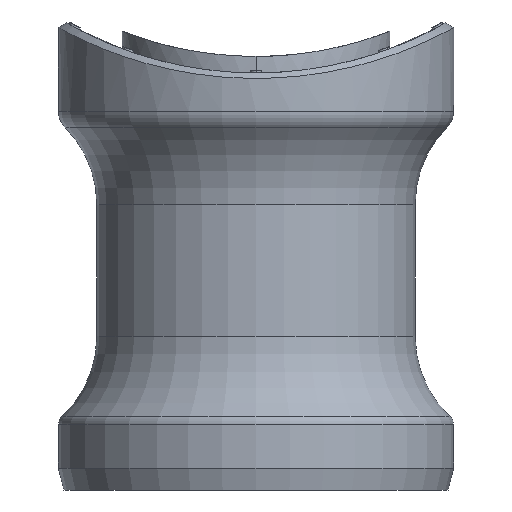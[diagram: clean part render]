
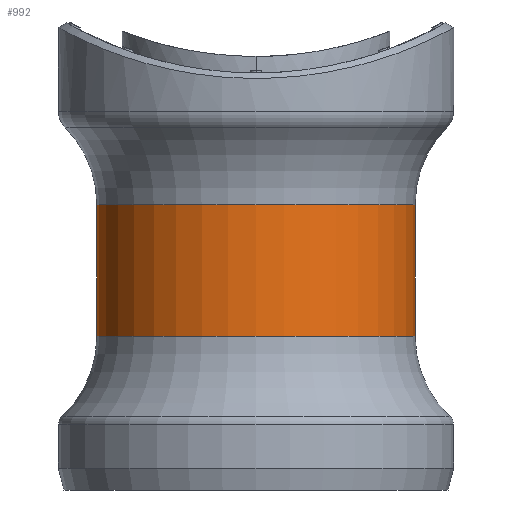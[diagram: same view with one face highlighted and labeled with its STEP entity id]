
A CAD part, front view. The second image highlights one B-rep face of the part: STEP entity #992.
In plain terms, the highlighted cylindrical face has radius 14.5 mm (diameter 29 mm), a partial arc.
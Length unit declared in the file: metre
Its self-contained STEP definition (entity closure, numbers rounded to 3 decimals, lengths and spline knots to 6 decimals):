
#126 = DIRECTION ( 'NONE',  ( 0., 0., -1. ) ) ;
#143 = CARTESIAN_POINT ( 'NONE',  ( 0., -0.03, -0.059061 ) ) ;
#188 = ORIENTED_EDGE ( 'NONE', *, *, #293, .T. ) ;
#271 = VERTEX_POINT ( 'NONE', #3208 ) ;
#293 = EDGE_CURVE ( 'NONE', #271, #1608, #371, .T. ) ;
#371 = LINE ( 'NONE', #1416, #804 ) ;
#411 = VERTEX_POINT ( 'NONE', #2733 ) ;
#598 = DIRECTION ( 'NONE',  ( -1., 0., 0. ) ) ;
#626 = CARTESIAN_POINT ( 'NONE',  ( 0.0145, -0.03, -0.047061 ) ) ;
#688 = AXIS2_PLACEMENT_3D ( 'NONE', #1718, #3265, #1685 ) ;
#804 = VECTOR ( 'NONE', #126, 1. ) ;
#992 = ADVANCED_FACE ( 'NONE', ( #2207 ), #2508, .T. ) ;
#1152 = DIRECTION ( 'NONE',  ( 0., 0., -1. ) ) ;
#1244 = CIRCLE ( 'NONE', #3347, 0.0145 ) ;
#1304 = ORIENTED_EDGE ( 'NONE', *, *, #2691, .T. ) ;
#1338 = EDGE_LOOP ( 'NONE', ( #1858, #1304, #188, #1591 ) ) ;
#1416 = CARTESIAN_POINT ( 'NONE',  ( -0.0145, -0.03, -0.035061 ) ) ;
#1584 = LINE ( 'NONE', #2153, #3285 ) ;
#1591 = ORIENTED_EDGE ( 'NONE', *, *, #2788, .T. ) ;
#1608 = VERTEX_POINT ( 'NONE', #3295 ) ;
#1685 = DIRECTION ( 'NONE',  ( -1., 0., 0. ) ) ;
#1718 = CARTESIAN_POINT ( 'NONE',  ( 0., -0.03, -0.035061 ) ) ;
#1738 = VERTEX_POINT ( 'NONE', #626 ) ;
#1828 = EDGE_CURVE ( 'NONE', #1738, #411, #1584, .T. ) ;
#1858 = ORIENTED_EDGE ( 'NONE', *, *, #1828, .F. ) ;
#2153 = CARTESIAN_POINT ( 'NONE',  ( 0.0145, -0.03, -0.035061 ) ) ;
#2207 = FACE_OUTER_BOUND ( 'NONE', #1338, .T. ) ;
#2220 = DIRECTION ( 'NONE',  ( 0., 0., 1. ) ) ;
#2508 = CYLINDRICAL_SURFACE ( 'NONE', #688, 0.0145 ) ;
#2619 = DIRECTION ( 'NONE',  ( 0., 0., -1. ) ) ;
#2691 = EDGE_CURVE ( 'NONE', #1738, #271, #1244, .T. ) ;
#2733 = CARTESIAN_POINT ( 'NONE',  ( 0.0145, -0.03, -0.059061 ) ) ;
#2788 = EDGE_CURVE ( 'NONE', #1608, #411, #3238, .T. ) ;
#2889 = CARTESIAN_POINT ( 'NONE',  ( 0., -0.03, -0.047061 ) ) ;
#3208 = CARTESIAN_POINT ( 'NONE',  ( -0.0145, -0.03, -0.047061 ) ) ;
#3238 = CIRCLE ( 'NONE', #3294, 0.0145 ) ;
#3245 = DIRECTION ( 'NONE',  ( -1., 0., 0. ) ) ;
#3265 = DIRECTION ( 'NONE',  ( 0., 0., -1. ) ) ;
#3285 = VECTOR ( 'NONE', #2619, 1. ) ;
#3294 = AXIS2_PLACEMENT_3D ( 'NONE', #143, #2220, #3245 ) ;
#3295 = CARTESIAN_POINT ( 'NONE',  ( -0.0145, -0.03, -0.059061 ) ) ;
#3347 = AXIS2_PLACEMENT_3D ( 'NONE', #2889, #1152, #598 ) ;
